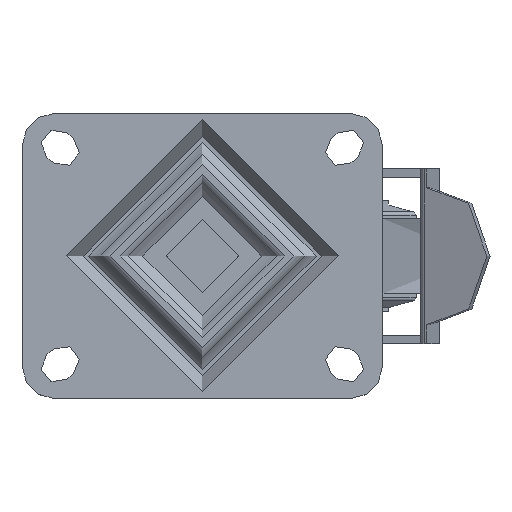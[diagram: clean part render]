
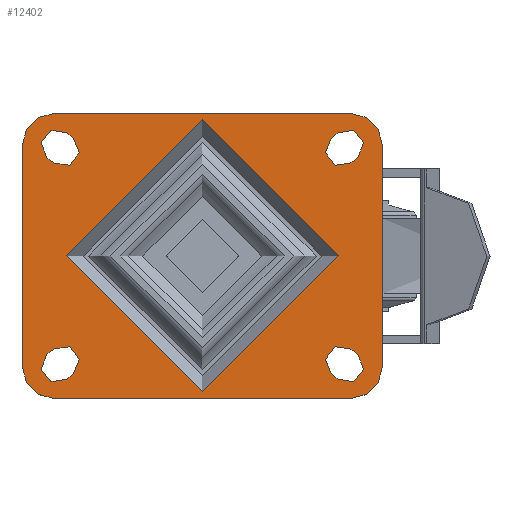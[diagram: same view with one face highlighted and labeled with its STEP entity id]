
A CAD part, top view. The second image highlights one B-rep face of the part: STEP entity #12402.
In plain terms, the highlighted planar face has unit normal (0, 0, 1).
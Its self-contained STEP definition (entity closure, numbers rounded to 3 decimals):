
#1039=FACE_BOUND('',#2316,.T.);
#1040=FACE_BOUND('',#2317,.T.);
#1041=FACE_BOUND('',#2318,.T.);
#1042=FACE_BOUND('',#2319,.T.);
#1043=FACE_BOUND('',#2320,.T.);
#1170=PLANE('',#13419);
#1550=FACE_OUTER_BOUND('',#2315,.T.);
#2315=EDGE_LOOP('',(#8550,#8551,#8552,#8553,#8554,#8555,#8556,#8557));
#2316=EDGE_LOOP('',(#8558));
#2317=EDGE_LOOP('',(#8559,#8560,#8561,#8562));
#2318=EDGE_LOOP('',(#8563,#8564,#8565,#8566));
#2319=EDGE_LOOP('',(#8567,#8568,#8569,#8570));
#2320=EDGE_LOOP('',(#8571,#8572,#8573,#8574));
#3190=LINE('',#18003,#4024);
#3192=LINE('',#18011,#4026);
#3193=LINE('',#18016,#4027);
#3194=LINE('',#18020,#4028);
#3195=LINE('',#18022,#4029);
#3196=LINE('',#18023,#4030);
#3197=LINE('',#18024,#4031);
#3198=LINE('',#18025,#4032);
#3199=LINE('',#18026,#4033);
#3200=LINE('',#18027,#4034);
#3201=LINE('',#18028,#4035);
#3202=LINE('',#18029,#4036);
#4024=VECTOR('',#14714,1.);
#4026=VECTOR('',#14724,1.);
#4027=VECTOR('',#14729,1.);
#4028=VECTOR('',#14732,1.);
#4029=VECTOR('',#14735,1.);
#4030=VECTOR('',#14736,1.);
#4031=VECTOR('',#14737,1.);
#4032=VECTOR('',#14738,1.);
#4033=VECTOR('',#14739,1.);
#4034=VECTOR('',#14740,1.);
#4035=VECTOR('',#14741,1.);
#4036=VECTOR('',#14742,1.);
#4836=CIRCLE('',#13342,5.7);
#4837=CIRCLE('',#13344,5.7);
#4839=CIRCLE('',#13347,5.7);
#4842=CIRCLE('',#13351,5.7);
#4844=CIRCLE('',#13354,5.7);
#4845=CIRCLE('',#13356,5.7);
#4848=CIRCLE('',#13360,5.7);
#4849=CIRCLE('',#13362,5.7);
#4866=CIRCLE('',#13385,49.014);
#4886=CIRCLE('',#13420,12.);
#4887=CIRCLE('',#13421,12.);
#4888=CIRCLE('',#13422,12.);
#4889=CIRCLE('',#13423,12.);
#5360=VERTEX_POINT('',#17766);
#5361=VERTEX_POINT('',#17768);
#5362=VERTEX_POINT('',#17772);
#5363=VERTEX_POINT('',#17773);
#5366=VERTEX_POINT('',#17781);
#5367=VERTEX_POINT('',#17782);
#5372=VERTEX_POINT('',#17793);
#5373=VERTEX_POINT('',#17795);
#5376=VERTEX_POINT('',#17802);
#5377=VERTEX_POINT('',#17804);
#5378=VERTEX_POINT('',#17808);
#5379=VERTEX_POINT('',#17809);
#5384=VERTEX_POINT('',#17820);
#5385=VERTEX_POINT('',#17822);
#5386=VERTEX_POINT('',#17826);
#5387=VERTEX_POINT('',#17827);
#5400=VERTEX_POINT('',#17893);
#5417=VERTEX_POINT('',#18000);
#5418=VERTEX_POINT('',#18002);
#5419=VERTEX_POINT('',#18009);
#5420=VERTEX_POINT('',#18010);
#5421=VERTEX_POINT('',#18013);
#5422=VERTEX_POINT('',#18015);
#5423=VERTEX_POINT('',#18017);
#5424=VERTEX_POINT('',#18019);
#6572=EDGE_CURVE('',#5361,#5360,#4836,.T.);
#6574=EDGE_CURVE('',#5362,#5363,#4837,.T.);
#6578=EDGE_CURVE('',#5366,#5367,#4839,.T.);
#6584=EDGE_CURVE('',#5373,#5372,#4842,.T.);
#6588=EDGE_CURVE('',#5376,#5377,#4844,.T.);
#6590=EDGE_CURVE('',#5378,#5379,#4845,.T.);
#6596=EDGE_CURVE('',#5384,#5385,#4848,.T.);
#6598=EDGE_CURVE('',#5386,#5387,#4849,.T.);
#6619=EDGE_CURVE('',#5400,#5400,#4866,.T.);
#6644=EDGE_CURVE('',#5418,#5417,#3190,.T.);
#6646=EDGE_CURVE('',#5419,#5420,#3192,.T.);
#6647=EDGE_CURVE('',#5419,#5418,#4886,.T.);
#6648=EDGE_CURVE('',#5417,#5421,#4887,.T.);
#6649=EDGE_CURVE('',#5422,#5421,#3193,.T.);
#6650=EDGE_CURVE('',#5423,#5422,#4888,.T.);
#6651=EDGE_CURVE('',#5424,#5423,#3194,.T.);
#6652=EDGE_CURVE('',#5420,#5424,#4889,.T.);
#6653=EDGE_CURVE('',#5387,#5384,#3195,.T.);
#6654=EDGE_CURVE('',#5385,#5386,#3196,.T.);
#6655=EDGE_CURVE('',#5377,#5378,#3197,.T.);
#6656=EDGE_CURVE('',#5379,#5376,#3198,.T.);
#6657=EDGE_CURVE('',#5360,#5362,#3199,.T.);
#6658=EDGE_CURVE('',#5363,#5361,#3200,.T.);
#6659=EDGE_CURVE('',#5367,#5373,#3201,.T.);
#6660=EDGE_CURVE('',#5372,#5366,#3202,.T.);
#8550=ORIENTED_EDGE('',*,*,#6646,.F.);
#8551=ORIENTED_EDGE('',*,*,#6647,.T.);
#8552=ORIENTED_EDGE('',*,*,#6644,.T.);
#8553=ORIENTED_EDGE('',*,*,#6648,.T.);
#8554=ORIENTED_EDGE('',*,*,#6649,.F.);
#8555=ORIENTED_EDGE('',*,*,#6650,.F.);
#8556=ORIENTED_EDGE('',*,*,#6651,.F.);
#8557=ORIENTED_EDGE('',*,*,#6652,.F.);
#8558=ORIENTED_EDGE('',*,*,#6619,.F.);
#8559=ORIENTED_EDGE('',*,*,#6596,.F.);
#8560=ORIENTED_EDGE('',*,*,#6653,.F.);
#8561=ORIENTED_EDGE('',*,*,#6598,.F.);
#8562=ORIENTED_EDGE('',*,*,#6654,.F.);
#8563=ORIENTED_EDGE('',*,*,#6590,.F.);
#8564=ORIENTED_EDGE('',*,*,#6655,.F.);
#8565=ORIENTED_EDGE('',*,*,#6588,.F.);
#8566=ORIENTED_EDGE('',*,*,#6656,.F.);
#8567=ORIENTED_EDGE('',*,*,#6572,.T.);
#8568=ORIENTED_EDGE('',*,*,#6657,.T.);
#8569=ORIENTED_EDGE('',*,*,#6574,.T.);
#8570=ORIENTED_EDGE('',*,*,#6658,.T.);
#8571=ORIENTED_EDGE('',*,*,#6578,.T.);
#8572=ORIENTED_EDGE('',*,*,#6659,.T.);
#8573=ORIENTED_EDGE('',*,*,#6584,.T.);
#8574=ORIENTED_EDGE('',*,*,#6660,.T.);
#12402=ADVANCED_FACE('',(#1550,#1039,#1040,#1041,#1042,#1043),#1170,.F.);
#13342=AXIS2_PLACEMENT_3D('',#17769,#14544,#14545);
#13344=AXIS2_PLACEMENT_3D('',#17774,#14549,#14550);
#13347=AXIS2_PLACEMENT_3D('',#17783,#14557,#14558);
#13351=AXIS2_PLACEMENT_3D('',#17796,#14568,#14569);
#13354=AXIS2_PLACEMENT_3D('',#17805,#14576,#14577);
#13356=AXIS2_PLACEMENT_3D('',#17810,#14581,#14582);
#13360=AXIS2_PLACEMENT_3D('',#17823,#14592,#14593);
#13362=AXIS2_PLACEMENT_3D('',#17828,#14597,#14598);
#13385=AXIS2_PLACEMENT_3D('',#17895,#14647,#14648);
#13419=AXIS2_PLACEMENT_3D('',#18008,#14722,#14723);
#13420=AXIS2_PLACEMENT_3D('',#18012,#14725,#14726);
#13421=AXIS2_PLACEMENT_3D('',#18014,#14727,#14728);
#13422=AXIS2_PLACEMENT_3D('',#18018,#14730,#14731);
#13423=AXIS2_PLACEMENT_3D('',#18021,#14733,#14734);
#14544=DIRECTION('center_axis',(0.,0.,-1.));
#14545=DIRECTION('ref_axis',(1.,0.,0.));
#14549=DIRECTION('center_axis',(0.,0.,-1.));
#14550=DIRECTION('ref_axis',(1.,0.,0.));
#14557=DIRECTION('center_axis',(0.,0.,-1.));
#14558=DIRECTION('ref_axis',(1.,0.,0.));
#14568=DIRECTION('center_axis',(0.,0.,-1.));
#14569=DIRECTION('ref_axis',(1.,0.,0.));
#14576=DIRECTION('center_axis',(0.,0.,1.));
#14577=DIRECTION('ref_axis',(1.,0.,0.));
#14581=DIRECTION('center_axis',(0.,0.,1.));
#14582=DIRECTION('ref_axis',(1.,0.,0.));
#14592=DIRECTION('center_axis',(0.,0.,1.));
#14593=DIRECTION('ref_axis',(1.,0.,0.));
#14597=DIRECTION('center_axis',(0.,0.,1.));
#14598=DIRECTION('ref_axis',(1.,0.,0.));
#14647=DIRECTION('center_axis',(0.,0.,1.));
#14648=DIRECTION('ref_axis',(-1.,0.,0.));
#14714=DIRECTION('',(1.,0.,0.));
#14722=DIRECTION('center_axis',(0.,0.,-1.));
#14723=DIRECTION('ref_axis',(0.,-1.,0.));
#14724=DIRECTION('',(0.,1.,0.));
#14725=DIRECTION('center_axis',(0.,0.,1.));
#14726=DIRECTION('ref_axis',(1.,0.,0.));
#14727=DIRECTION('center_axis',(0.,0.,1.));
#14728=DIRECTION('ref_axis',(1.,0.,0.));
#14729=DIRECTION('',(0.,-1.,0.));
#14730=DIRECTION('center_axis',(0.,0.,-1.));
#14731=DIRECTION('ref_axis',(1.,0.,0.));
#14732=DIRECTION('',(1.,0.,0.));
#14733=DIRECTION('center_axis',(0.,0.,-1.));
#14734=DIRECTION('ref_axis',(1.,0.,0.));
#14735=DIRECTION('',(-0.781,-0.625,0.));
#14736=DIRECTION('',(0.781,0.625,0.));
#14737=DIRECTION('',(0.781,-0.625,0.));
#14738=DIRECTION('',(-0.781,0.625,0.));
#14739=DIRECTION('',(0.781,-0.625,0.));
#14740=DIRECTION('',(-0.781,0.625,0.));
#14741=DIRECTION('',(-0.781,-0.625,0.));
#14742=DIRECTION('',(0.781,0.625,0.));
#17766=CARTESIAN_POINT('',(-27.536,161.729,0.));
#17768=CARTESIAN_POINT('',(-34.657,152.827,0.));
#17769=CARTESIAN_POINT('Origin',(-31.097,157.278,0.));
#17772=CARTESIAN_POINT('',(-25.036,159.729,0.));
#17773=CARTESIAN_POINT('',(-32.157,150.827,0.));
#17774=CARTESIAN_POINT('Origin',(-28.597,155.278,0.));
#17781=CARTESIAN_POINT('',(-134.657,161.729,0.));
#17782=CARTESIAN_POINT('',(-127.536,152.827,0.));
#17783=CARTESIAN_POINT('Origin',(-131.097,157.278,0.));
#17793=CARTESIAN_POINT('',(-137.157,159.729,0.));
#17795=CARTESIAN_POINT('',(-130.036,150.827,0.));
#17796=CARTESIAN_POINT('Origin',(-133.597,155.278,0.));
#17802=CARTESIAN_POINT('',(-130.036,239.729,0.));
#17804=CARTESIAN_POINT('',(-137.157,230.827,0.));
#17805=CARTESIAN_POINT('Origin',(-133.597,235.278,0.));
#17808=CARTESIAN_POINT('',(-134.657,228.827,0.));
#17809=CARTESIAN_POINT('',(-127.536,237.729,0.));
#17810=CARTESIAN_POINT('Origin',(-131.097,233.278,0.));
#17820=CARTESIAN_POINT('',(-34.657,237.729,0.));
#17822=CARTESIAN_POINT('',(-27.536,228.827,0.));
#17823=CARTESIAN_POINT('Origin',(-31.097,233.278,0.));
#17826=CARTESIAN_POINT('',(-25.036,230.827,0.));
#17827=CARTESIAN_POINT('',(-32.157,239.729,0.));
#17828=CARTESIAN_POINT('Origin',(-28.597,235.278,0.));
#17893=CARTESIAN_POINT('',(-130.11,195.278,0.));
#17895=CARTESIAN_POINT('Origin',(-81.097,195.278,0.));
#18000=CARTESIAN_POINT('',(-28.097,143.778,0.));
#18002=CARTESIAN_POINT('',(-134.097,143.778,0.));
#18003=CARTESIAN_POINT('',(-81.097,143.778,0.));
#18008=CARTESIAN_POINT('Origin',(-130.11,195.278,0.));
#18009=CARTESIAN_POINT('',(-146.097,155.778,0.));
#18010=CARTESIAN_POINT('',(-146.097,234.778,0.));
#18011=CARTESIAN_POINT('',(-146.097,195.278,0.));
#18012=CARTESIAN_POINT('Origin',(-134.097,155.778,0.));
#18013=CARTESIAN_POINT('',(-16.097,155.778,0.));
#18014=CARTESIAN_POINT('Origin',(-28.097,155.778,0.));
#18015=CARTESIAN_POINT('',(-16.097,234.778,0.));
#18016=CARTESIAN_POINT('',(-16.097,234.778,0.));
#18017=CARTESIAN_POINT('',(-28.097,246.778,0.));
#18018=CARTESIAN_POINT('Origin',(-28.097,234.778,0.));
#18019=CARTESIAN_POINT('',(-134.097,246.778,0.));
#18020=CARTESIAN_POINT('',(-81.097,246.778,0.));
#18021=CARTESIAN_POINT('Origin',(-134.097,234.778,0.));
#18022=CARTESIAN_POINT('',(-32.157,239.729,0.));
#18023=CARTESIAN_POINT('',(-27.536,228.827,0.));
#18024=CARTESIAN_POINT('',(-137.157,230.827,0.));
#18025=CARTESIAN_POINT('',(-127.536,237.729,0.));
#18026=CARTESIAN_POINT('',(-27.536,161.729,0.));
#18027=CARTESIAN_POINT('',(-32.157,150.827,0.));
#18028=CARTESIAN_POINT('',(-127.536,152.827,0.));
#18029=CARTESIAN_POINT('',(-137.157,159.729,0.));
